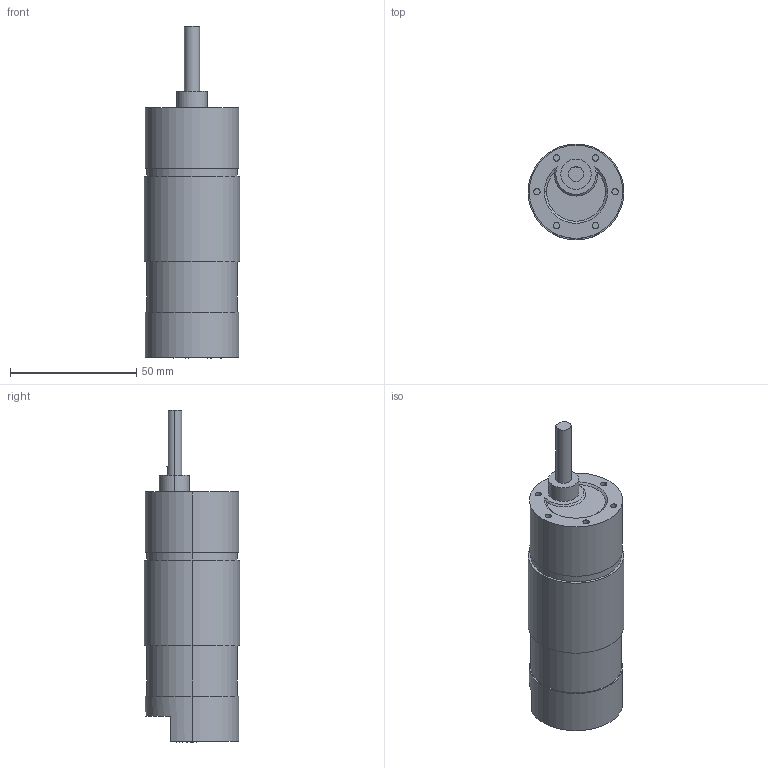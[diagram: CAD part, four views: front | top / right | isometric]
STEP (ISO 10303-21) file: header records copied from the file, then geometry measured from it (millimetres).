
FILE_DESCRIPTION (( 'STEP AP214' ), '1' );
FILE_NAME ('am-3102 NeveRest 20.STEP', '2015-07-09T17:26:50', ( '' ), ( '' ), 'SwSTEP 2.0', 'SolidWorks 2014', '' );
FILE_SCHEMA (( 'AUTOMOTIVE_DESIGN' ));
Length unit declared in the file: millimetre
Products named in the file (1): am-3102 NeveRest 20
Bounding box: 38 x 38 x 131.72 mm (x, y, z)
Volume: 105950.4 mm3; surface area: 14929.2 mm2
Topology: 1 solids, 1 shells, 344 faces, 903 edges, 602 vertices
Faces by surface type: plane 186, bspline 126, cylinder 26, cone 6
Entity records: 21218 total; most frequent: CARTESIAN_POINT 9712, ORIENTED_EDGE 1806, DIRECTION 1155, EDGE_CURVE 903, VERTEX_POINT 602, LINE 581, VECTOR 581, EDGE_LOOP 385
